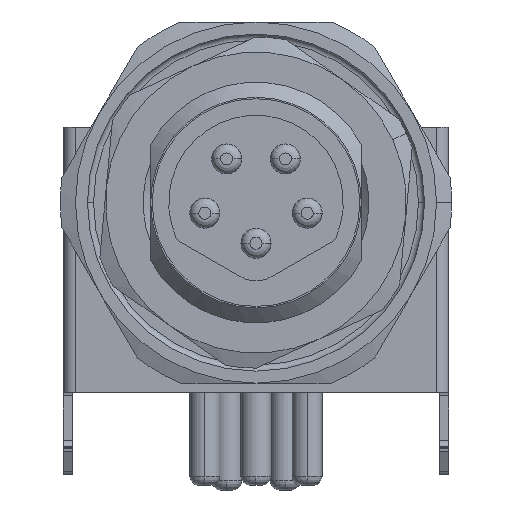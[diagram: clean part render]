
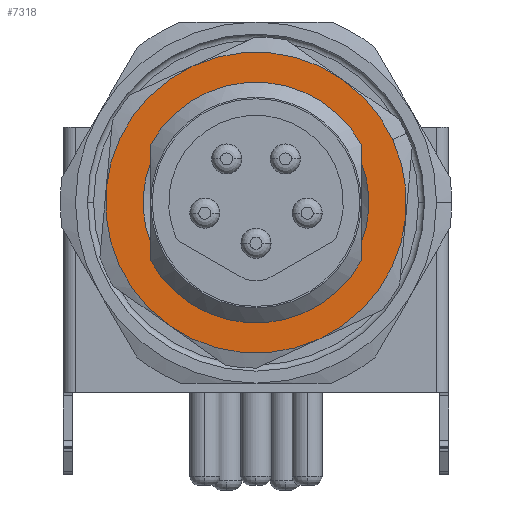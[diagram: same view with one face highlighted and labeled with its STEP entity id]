
A CAD part, front view. The second image highlights one B-rep face of the part: STEP entity #7318.
In plain terms, the highlighted planar face has unit normal (0, -1, 0).
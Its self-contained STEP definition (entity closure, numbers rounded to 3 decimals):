
#842 = EDGE_CURVE('',#843,#845,#847,.T.);
#843 = VERTEX_POINT('',#844);
#844 = CARTESIAN_POINT('',(2.886,-11.711,
    10.533));
#845 = VERTEX_POINT('',#846);
#846 = CARTESIAN_POINT('',(4.541,-11.711,8.543
    ));
#847 = CIRCLE('',#848,5.);
#848 = AXIS2_PLACEMENT_3D('',#849,#850,#851);
#849 = CARTESIAN_POINT('',(0.,-11.711,6.45));
#850 = DIRECTION('',(0.,1.,0.));
#851 = DIRECTION('',(0.908,0.,0.419));
#6671 = VERTEX_POINT('',#6672);
#6672 = CARTESIAN_POINT('',(-3.5,-11.711,5.104));
#6673 = VERTEX_POINT('',#6674);
#6674 = CARTESIAN_POINT('',(-3.5,-11.711,7.796));
#6685 = EDGE_CURVE('',#6671,#6673,#6686,.T.);
#6686 = CIRCLE('',#6687,3.75);
#6687 = AXIS2_PLACEMENT_3D('',#6688,#6689,#6690);
#6688 = CARTESIAN_POINT('',(0.,-11.711,6.45));
#6689 = DIRECTION('',(0.,1.,0.));
#6690 = DIRECTION('',(-0.908,0.,
    -0.419));
#6720 = VERTEX_POINT('',#6721);
#6721 = CARTESIAN_POINT('',(-4.979,-11.711,
    6.908));
#6780 = VERTEX_POINT('',#6781);
#6781 = CARTESIAN_POINT('',(-2.886,-11.711,
    2.367));
#6840 = VERTEX_POINT('',#6841);
#6841 = CARTESIAN_POINT('',(2.093,-11.711,
    1.909));
#6900 = VERTEX_POINT('',#6901);
#6901 = CARTESIAN_POINT('',(4.979,-11.711,
    5.992));
#7010 = VERTEX_POINT('',#7011);
#7011 = CARTESIAN_POINT('',(-2.093,-11.711,
    10.991));
#7041 = EDGE_CURVE('',#7010,#843,#7042,.T.);
#7042 = CIRCLE('',#7043,5.);
#7043 = AXIS2_PLACEMENT_3D('',#7044,#7045,#7046);
#7044 = CARTESIAN_POINT('',(0.,-11.711,6.45));
#7045 = DIRECTION('',(0.,1.,0.));
#7046 = DIRECTION('',(0.908,0.,0.419)
  );
#7065 = EDGE_CURVE('',#6720,#7010,#7066,.T.);
#7066 = CIRCLE('',#7067,5.);
#7067 = AXIS2_PLACEMENT_3D('',#7068,#7069,#7070);
#7068 = CARTESIAN_POINT('',(0.,-11.711,6.45));
#7069 = DIRECTION('',(0.,1.,0.));
#7070 = DIRECTION('',(0.908,0.,0.419)
  );
#7082 = EDGE_CURVE('',#845,#6900,#7083,.T.);
#7083 = CIRCLE('',#7084,5.);
#7084 = AXIS2_PLACEMENT_3D('',#7085,#7086,#7087);
#7085 = CARTESIAN_POINT('',(0.,-11.711,6.45));
#7086 = DIRECTION('',(0.,1.,0.));
#7087 = DIRECTION('',(0.908,0.,0.419)
  );
#7113 = EDGE_CURVE('',#6900,#6840,#7114,.T.);
#7114 = CIRCLE('',#7115,5.);
#7115 = AXIS2_PLACEMENT_3D('',#7116,#7117,#7118);
#7116 = CARTESIAN_POINT('',(0.,-11.711,6.45));
#7117 = DIRECTION('',(0.,1.,0.));
#7118 = DIRECTION('',(0.908,0.,0.419)
  );
#7137 = EDGE_CURVE('',#6840,#6780,#7138,.T.);
#7138 = CIRCLE('',#7139,5.);
#7139 = AXIS2_PLACEMENT_3D('',#7140,#7141,#7142);
#7140 = CARTESIAN_POINT('',(0.,-11.711,6.45));
#7141 = DIRECTION('',(0.,1.,0.));
#7142 = DIRECTION('',(0.908,0.,0.419)
  );
#7161 = EDGE_CURVE('',#6780,#6720,#7162,.T.);
#7162 = CIRCLE('',#7163,5.);
#7163 = AXIS2_PLACEMENT_3D('',#7164,#7165,#7166);
#7164 = CARTESIAN_POINT('',(0.,-11.711,6.45));
#7165 = DIRECTION('',(0.,1.,0.));
#7166 = DIRECTION('',(0.908,0.,0.419)
  );
#7318 = ADVANCED_FACE('',(#7319,#7379),#7388,.T.);
#7319 = FACE_BOUND('',#7320,.T.);
#7320 = EDGE_LOOP('',(#7321,#7322,#7330,#7339,#7347,#7356,#7364,#7373));
#7321 = ORIENTED_EDGE('',*,*,#6685,.T.);
#7322 = ORIENTED_EDGE('',*,*,#7323,.T.);
#7323 = EDGE_CURVE('',#6673,#7324,#7326,.T.);
#7324 = VERTEX_POINT('',#7325);
#7325 = CARTESIAN_POINT('',(-3.5,-11.711,8.386));
#7326 = LINE('',#7327,#7328);
#7327 = CARTESIAN_POINT('',(-3.5,-11.711,1.45));
#7328 = VECTOR('',#7329,1.);
#7329 = DIRECTION('',(0.,0.,1.));
#7330 = ORIENTED_EDGE('',*,*,#7331,.F.);
#7331 = EDGE_CURVE('',#7332,#7324,#7334,.T.);
#7332 = VERTEX_POINT('',#7333);
#7333 = CARTESIAN_POINT('',(3.5,-11.711,8.386));
#7334 = CIRCLE('',#7335,4.);
#7335 = AXIS2_PLACEMENT_3D('',#7336,#7337,#7338);
#7336 = CARTESIAN_POINT('',(0.,-11.711,6.45));
#7337 = DIRECTION('',(0.,-1.,0.));
#7338 = DIRECTION('',(-1.,0.,0.));
#7339 = ORIENTED_EDGE('',*,*,#7340,.T.);
#7340 = EDGE_CURVE('',#7332,#7341,#7343,.T.);
#7341 = VERTEX_POINT('',#7342);
#7342 = CARTESIAN_POINT('',(3.5,-11.711,7.796));
#7343 = LINE('',#7344,#7345);
#7344 = CARTESIAN_POINT('',(3.5,-11.711,1.45));
#7345 = VECTOR('',#7346,1.);
#7346 = DIRECTION('',(0.,0.,-1.));
#7347 = ORIENTED_EDGE('',*,*,#7348,.T.);
#7348 = EDGE_CURVE('',#7341,#7349,#7351,.T.);
#7349 = VERTEX_POINT('',#7350);
#7350 = CARTESIAN_POINT('',(3.5,-11.711,5.104));
#7351 = CIRCLE('',#7352,3.75);
#7352 = AXIS2_PLACEMENT_3D('',#7353,#7354,#7355);
#7353 = CARTESIAN_POINT('',(0.,-11.711,6.45));
#7354 = DIRECTION('',(0.,1.,0.));
#7355 = DIRECTION('',(-0.908,0.,
    -0.419));
#7356 = ORIENTED_EDGE('',*,*,#7357,.T.);
#7357 = EDGE_CURVE('',#7349,#7358,#7360,.T.);
#7358 = VERTEX_POINT('',#7359);
#7359 = CARTESIAN_POINT('',(3.5,-11.711,4.514));
#7360 = LINE('',#7361,#7362);
#7361 = CARTESIAN_POINT('',(3.5,-11.711,1.45));
#7362 = VECTOR('',#7363,1.);
#7363 = DIRECTION('',(0.,0.,-1.));
#7364 = ORIENTED_EDGE('',*,*,#7365,.F.);
#7365 = EDGE_CURVE('',#7366,#7358,#7368,.T.);
#7366 = VERTEX_POINT('',#7367);
#7367 = CARTESIAN_POINT('',(-3.5,-11.711,4.514));
#7368 = CIRCLE('',#7369,4.);
#7369 = AXIS2_PLACEMENT_3D('',#7370,#7371,#7372);
#7370 = CARTESIAN_POINT('',(0.,-11.711,6.45));
#7371 = DIRECTION('',(0.,-1.,0.));
#7372 = DIRECTION('',(-1.,0.,0.));
#7373 = ORIENTED_EDGE('',*,*,#7374,.T.);
#7374 = EDGE_CURVE('',#7366,#6671,#7375,.T.);
#7375 = LINE('',#7376,#7377);
#7376 = CARTESIAN_POINT('',(-3.5,-11.711,1.45));
#7377 = VECTOR('',#7378,1.);
#7378 = DIRECTION('',(0.,0.,1.));
#7379 = FACE_BOUND('',#7380,.T.);
#7380 = EDGE_LOOP('',(#7381,#7382,#7383,#7384,#7385,#7386,#7387));
#7381 = ORIENTED_EDGE('',*,*,#7065,.F.);
#7382 = ORIENTED_EDGE('',*,*,#7161,.F.);
#7383 = ORIENTED_EDGE('',*,*,#7137,.F.);
#7384 = ORIENTED_EDGE('',*,*,#7113,.F.);
#7385 = ORIENTED_EDGE('',*,*,#7082,.F.);
#7386 = ORIENTED_EDGE('',*,*,#842,.F.);
#7387 = ORIENTED_EDGE('',*,*,#7041,.F.);
#7388 = PLANE('',#7389);
#7389 = AXIS2_PLACEMENT_3D('',#7390,#7391,#7392);
#7390 = CARTESIAN_POINT('',(0.,-11.711,6.45));
#7391 = DIRECTION('',(0.,-1.,0.));
#7392 = DIRECTION('',(-0.908,0.,
    -0.419));
